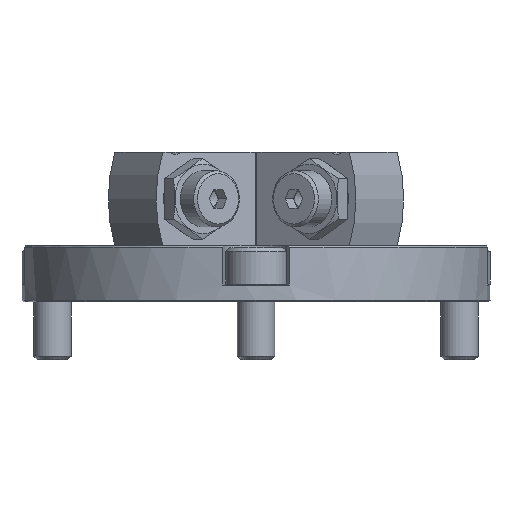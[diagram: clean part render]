
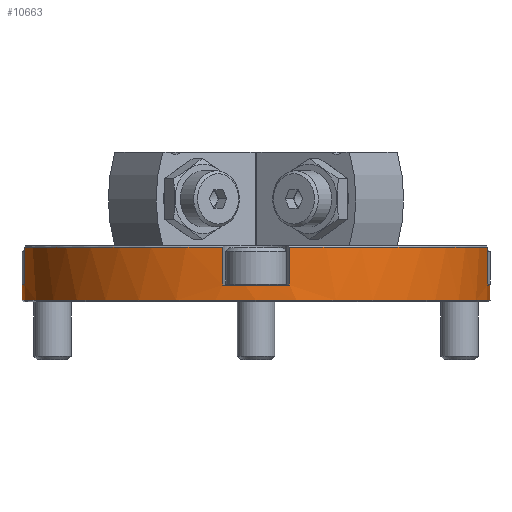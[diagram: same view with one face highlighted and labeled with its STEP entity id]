
A CAD part, front view. The second image highlights one B-rep face of the part: STEP entity #10663.
In plain terms, the highlighted cylindrical face has radius 50 mm (diameter 100 mm), a full revolution.
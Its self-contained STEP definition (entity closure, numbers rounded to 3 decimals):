
#346=CYLINDRICAL_SURFACE('',#12465,50.);
#680=LINE('',#17236,#1645);
#681=LINE('',#17241,#1646);
#682=LINE('',#17245,#1647);
#683=LINE('',#17249,#1648);
#684=LINE('',#17253,#1649);
#685=LINE('',#17257,#1650);
#686=LINE('',#17261,#1651);
#687=LINE('',#17265,#1652);
#1645=VECTOR('',#13869,1000.);
#1646=VECTOR('',#13872,1000.);
#1647=VECTOR('',#13875,1000.);
#1648=VECTOR('',#13878,1000.);
#1649=VECTOR('',#13881,1000.);
#1650=VECTOR('',#13884,1000.);
#1651=VECTOR('',#13887,1000.);
#1652=VECTOR('',#13890,1000.);
#2704=ORIENTED_EDGE('',*,*,#5918,.T.);
#2705=ORIENTED_EDGE('',*,*,#5919,.T.);
#2706=ORIENTED_EDGE('',*,*,#5920,.T.);
#2707=ORIENTED_EDGE('',*,*,#5921,.T.);
#2708=ORIENTED_EDGE('',*,*,#5922,.T.);
#2709=ORIENTED_EDGE('',*,*,#5923,.T.);
#2710=ORIENTED_EDGE('',*,*,#5924,.T.);
#2711=ORIENTED_EDGE('',*,*,#5925,.T.);
#2712=ORIENTED_EDGE('',*,*,#5926,.T.);
#2713=ORIENTED_EDGE('',*,*,#5927,.T.);
#2714=ORIENTED_EDGE('',*,*,#5928,.T.);
#2715=ORIENTED_EDGE('',*,*,#5929,.T.);
#2716=ORIENTED_EDGE('',*,*,#5930,.T.);
#2717=ORIENTED_EDGE('',*,*,#5931,.T.);
#2718=ORIENTED_EDGE('',*,*,#5932,.T.);
#2719=ORIENTED_EDGE('',*,*,#5933,.T.);
#2720=ORIENTED_EDGE('',*,*,#5934,.F.);
#5918=EDGE_CURVE('',#7524,#7525,#680,.T.);
#5919=EDGE_CURVE('',#7525,#7526,#8421,.F.);
#5920=EDGE_CURVE('',#7526,#7527,#681,.F.);
#5921=EDGE_CURVE('',#7527,#7528,#8422,.T.);
#5922=EDGE_CURVE('',#7528,#7529,#682,.T.);
#5923=EDGE_CURVE('',#7529,#7530,#8423,.F.);
#5924=EDGE_CURVE('',#7530,#7531,#683,.F.);
#5925=EDGE_CURVE('',#7531,#7532,#8424,.T.);
#5926=EDGE_CURVE('',#7532,#7533,#684,.T.);
#5927=EDGE_CURVE('',#7533,#7534,#8425,.F.);
#5928=EDGE_CURVE('',#7534,#7535,#685,.F.);
#5929=EDGE_CURVE('',#7535,#7536,#8426,.T.);
#5930=EDGE_CURVE('',#7536,#7537,#686,.T.);
#5931=EDGE_CURVE('',#7537,#7538,#8427,.F.);
#5932=EDGE_CURVE('',#7538,#7539,#687,.F.);
#5933=EDGE_CURVE('',#7539,#7524,#8428,.T.);
#5934=EDGE_CURVE('',#7540,#7540,#8429,.T.);
#7524=VERTEX_POINT('',#17237);
#7525=VERTEX_POINT('',#17238);
#7526=VERTEX_POINT('',#17240);
#7527=VERTEX_POINT('',#17242);
#7528=VERTEX_POINT('',#17244);
#7529=VERTEX_POINT('',#17246);
#7530=VERTEX_POINT('',#17248);
#7531=VERTEX_POINT('',#17250);
#7532=VERTEX_POINT('',#17252);
#7533=VERTEX_POINT('',#17254);
#7534=VERTEX_POINT('',#17256);
#7535=VERTEX_POINT('',#17258);
#7536=VERTEX_POINT('',#17260);
#7537=VERTEX_POINT('',#17262);
#7538=VERTEX_POINT('',#17264);
#7539=VERTEX_POINT('',#17266);
#7540=VERTEX_POINT('',#17269);
#8421=CIRCLE('',#12466,50.);
#8422=CIRCLE('',#12467,50.);
#8423=CIRCLE('',#12468,50.);
#8424=CIRCLE('',#12469,50.);
#8425=CIRCLE('',#12470,50.);
#8426=CIRCLE('',#12471,50.);
#8427=CIRCLE('',#12472,50.);
#8428=CIRCLE('',#12473,50.);
#8429=CIRCLE('',#12474,50.);
#8807=EDGE_LOOP('',(#2704,#2705,#2706,#2707,#2708,#2709,#2710,#2711,#2712,
#2713,#2714,#2715,#2716,#2717,#2718,#2719));
#8808=EDGE_LOOP('',(#2720));
#9526=FACE_BOUND('',#8807,.T.);
#9527=FACE_BOUND('',#8808,.T.);
#10663=ADVANCED_FACE('',(#9526,#9527),#346,.T.);
#12465=AXIS2_PLACEMENT_3D('',#17235,#13867,#13868);
#12466=AXIS2_PLACEMENT_3D('',#17239,#13870,#13871);
#12467=AXIS2_PLACEMENT_3D('',#17243,#13873,#13874);
#12468=AXIS2_PLACEMENT_3D('',#17247,#13876,#13877);
#12469=AXIS2_PLACEMENT_3D('',#17251,#13879,#13880);
#12470=AXIS2_PLACEMENT_3D('',#17255,#13882,#13883);
#12471=AXIS2_PLACEMENT_3D('',#17259,#13885,#13886);
#12472=AXIS2_PLACEMENT_3D('',#17263,#13888,#13889);
#12473=AXIS2_PLACEMENT_3D('',#17267,#13891,#13892);
#12474=AXIS2_PLACEMENT_3D('',#17268,#13893,#13894);
#13867=DIRECTION('',(0.,0.,-1.));
#13868=DIRECTION('',(-1.,0.,0.));
#13869=DIRECTION('',(0.,0.,-1.));
#13870=DIRECTION('',(0.,0.,1.));
#13871=DIRECTION('',(1.,0.,0.));
#13872=DIRECTION('',(0.,0.,-1.));
#13873=DIRECTION('',(0.,0.,-1.));
#13874=DIRECTION('',(-1.,0.,0.));
#13875=DIRECTION('',(0.,0.,-1.));
#13876=DIRECTION('',(0.,0.,1.));
#13877=DIRECTION('',(1.,0.,0.));
#13878=DIRECTION('',(0.,0.,-1.));
#13879=DIRECTION('',(0.,0.,-1.));
#13880=DIRECTION('',(-1.,0.,0.));
#13881=DIRECTION('',(0.,0.,-1.));
#13882=DIRECTION('',(0.,0.,1.));
#13883=DIRECTION('',(1.,0.,0.));
#13884=DIRECTION('',(0.,0.,-1.));
#13885=DIRECTION('',(0.,0.,-1.));
#13886=DIRECTION('',(-1.,0.,0.));
#13887=DIRECTION('',(0.,0.,-1.));
#13888=DIRECTION('',(0.,0.,1.));
#13889=DIRECTION('',(1.,0.,0.));
#13890=DIRECTION('',(0.,0.,-1.));
#13891=DIRECTION('',(0.,0.,-1.));
#13892=DIRECTION('',(-1.,0.,0.));
#13893=DIRECTION('',(0.,0.,-1.));
#13894=DIRECTION('',(-1.,0.,0.));
#17235=CARTESIAN_POINT('',(0.,0.,0.));
#17236=CARTESIAN_POINT('',(-7.15,49.486,0.));
#17237=CARTESIAN_POINT('',(-7.15,49.486,11.7));
#17238=CARTESIAN_POINT('',(-7.15,49.486,3.6));
#17239=CARTESIAN_POINT('',(0.,0.,3.6));
#17240=CARTESIAN_POINT('',(7.15,49.486,3.6));
#17241=CARTESIAN_POINT('',(7.15,49.486,0.));
#17242=CARTESIAN_POINT('',(7.15,49.486,11.7));
#17243=CARTESIAN_POINT('',(0.,0.,11.7));
#17244=CARTESIAN_POINT('',(49.486,7.15,11.7));
#17245=CARTESIAN_POINT('',(49.486,7.15,0.));
#17246=CARTESIAN_POINT('',(49.486,7.15,3.6));
#17247=CARTESIAN_POINT('',(0.,0.,3.6));
#17248=CARTESIAN_POINT('',(49.486,-7.15,3.6));
#17249=CARTESIAN_POINT('',(49.486,-7.15,0.));
#17250=CARTESIAN_POINT('',(49.486,-7.15,11.7));
#17251=CARTESIAN_POINT('',(0.,0.,11.7));
#17252=CARTESIAN_POINT('',(7.15,-49.486,11.7));
#17253=CARTESIAN_POINT('',(7.15,-49.486,0.));
#17254=CARTESIAN_POINT('',(7.15,-49.486,3.6));
#17255=CARTESIAN_POINT('',(0.,0.,3.6));
#17256=CARTESIAN_POINT('',(-7.15,-49.486,3.6));
#17257=CARTESIAN_POINT('',(-7.15,-49.486,0.));
#17258=CARTESIAN_POINT('',(-7.15,-49.486,11.7));
#17259=CARTESIAN_POINT('',(0.,0.,11.7));
#17260=CARTESIAN_POINT('',(-49.486,-7.15,11.7));
#17261=CARTESIAN_POINT('',(-49.486,-7.15,0.));
#17262=CARTESIAN_POINT('',(-49.486,-7.15,3.6));
#17263=CARTESIAN_POINT('',(0.,0.,3.6));
#17264=CARTESIAN_POINT('',(-49.486,7.15,3.6));
#17265=CARTESIAN_POINT('',(-49.486,7.15,0.));
#17266=CARTESIAN_POINT('',(-49.486,7.15,11.7));
#17267=CARTESIAN_POINT('',(0.,0.,11.7));
#17268=CARTESIAN_POINT('',(0.,0.,0.3));
#17269=CARTESIAN_POINT('',(-50.,0.,0.3));
